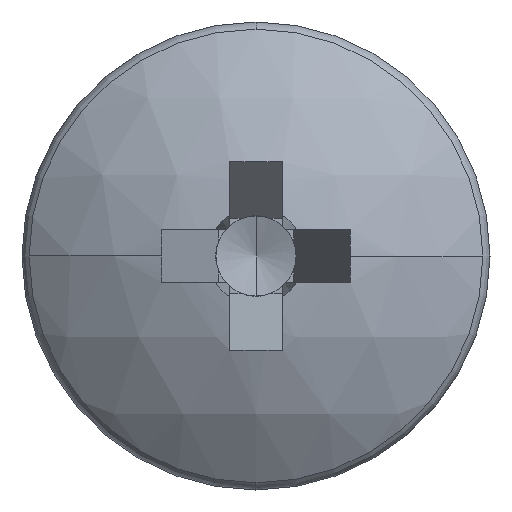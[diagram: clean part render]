
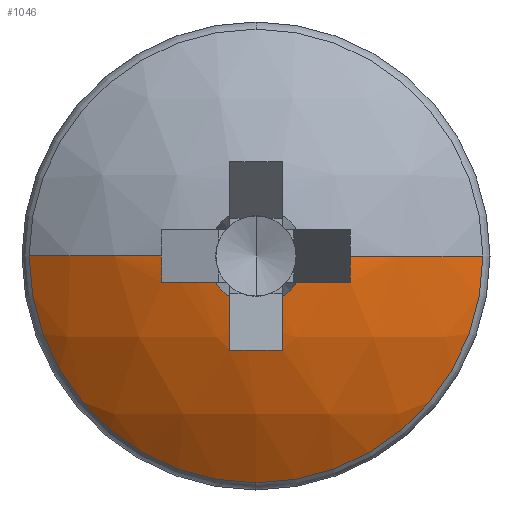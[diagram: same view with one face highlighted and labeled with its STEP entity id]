
A CAD part, left-side view. The second image highlights one B-rep face of the part: STEP entity #1046.
In plain terms, the highlighted spherical face has radius 5 mm.
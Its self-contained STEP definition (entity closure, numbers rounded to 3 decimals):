
#1 = DIRECTION ( 'NONE',  ( 0., 1., 0. ) ) ;
#7 = ORIENTED_EDGE ( 'NONE', *, *, #96, .F. ) ;
#56 = CARTESIAN_POINT ( 'NONE',  ( 0.046, 0., 0. ) ) ;
#69 = CARTESIAN_POINT ( 'NONE',  ( 0.188, -0.37, -1.306 ) ) ;
#74 = ORIENTED_EDGE ( 'NONE', *, *, #1132, .F. ) ;
#93 = EDGE_CURVE ( 'NONE', #859, #404, #177, .T. ) ;
#96 = EDGE_CURVE ( 'NONE', #693, #794, #161, .T. ) ;
#112 = VERTEX_POINT ( 'NONE', #979 ) ;
#116 = CIRCLE ( 'NONE', #655, 5. ) ;
#119 = DIRECTION ( 'NONE',  ( -1., 0., 0. ) ) ;
#128 = CARTESIAN_POINT ( 'NONE',  ( 5., 0., -0.37 ) ) ;
#147 = CARTESIAN_POINT ( 'NONE',  ( 5., 0., 0. ) ) ;
#148 = FACE_OUTER_BOUND ( 'NONE', #1054, .T. ) ;
#151 = CARTESIAN_POINT ( 'NONE',  ( 0.046, 0.565, -0.37 ) ) ;
#161 = CIRCLE ( 'NONE', #648, 4.986 ) ;
#177 = CIRCLE ( 'NONE', #516, 4.986 ) ;
#178 = CIRCLE ( 'NONE', #1114, 4.986 ) ;
#190 = VERTEX_POINT ( 'NONE', #768 ) ;
#223 = DIRECTION ( 'NONE',  ( 1., 0., 0. ) ) ;
#224 = EDGE_CURVE ( 'NONE', #423, #495, #233, .T. ) ;
#233 = CIRCLE ( 'NONE', #281, 3.15 ) ;
#245 = VERTEX_POINT ( 'NONE', #600 ) ;
#259 = AXIS2_PLACEMENT_3D ( 'NONE', #572, #1069, #843 ) ;
#271 = CARTESIAN_POINT ( 'NONE',  ( 5., -0.37, 0. ) ) ;
#273 = CARTESIAN_POINT ( 'NONE',  ( 0.046, -0.37, -0.565 ) ) ;
#280 = CARTESIAN_POINT ( 'NONE',  ( 5., 0., -0.37 ) ) ;
#281 = AXIS2_PLACEMENT_3D ( 'NONE', #286, #395, #983 ) ;
#286 = CARTESIAN_POINT ( 'NONE',  ( 1.117, 0., 0. ) ) ;
#298 = AXIS2_PLACEMENT_3D ( 'NONE', #1159, #1034, #857 ) ;
#302 = ORIENTED_EDGE ( 'NONE', *, *, #449, .F. ) ;
#356 = CARTESIAN_POINT ( 'NONE',  ( 5., 0., 0. ) ) ;
#379 = DIRECTION ( 'NONE',  ( 1., 0., 0. ) ) ;
#386 = EDGE_CURVE ( 'NONE', #693, #190, #503, .T. ) ;
#389 = ORIENTED_EDGE ( 'NONE', *, *, #403, .F. ) ;
#395 = DIRECTION ( 'NONE',  ( -1., 0., 0. ) ) ;
#401 = ORIENTED_EDGE ( 'NONE', *, *, #1029, .T. ) ;
#403 = EDGE_CURVE ( 'NONE', #423, #112, #426, .T. ) ;
#404 = VERTEX_POINT ( 'NONE', #1067 ) ;
#412 = CARTESIAN_POINT ( 'NONE',  ( 1.117, 0., 0. ) ) ;
#423 = VERTEX_POINT ( 'NONE', #939 ) ;
#426 = CIRCLE ( 'NONE', #455, 5. ) ;
#429 = DIRECTION ( 'NONE',  ( 0.446, 0.895, 0. ) ) ;
#440 = AXIS2_PLACEMENT_3D ( 'NONE', #946, #876, #590 ) ;
#449 = EDGE_CURVE ( 'NONE', #794, #859, #536, .T. ) ;
#455 = AXIS2_PLACEMENT_3D ( 'NONE', #356, #459, #1135 ) ;
#459 = DIRECTION ( 'NONE',  ( 0., 0., 1. ) ) ;
#462 = ORIENTED_EDGE ( 'NONE', *, *, #386, .T. ) ;
#482 = DIRECTION ( 'NONE',  ( 0., 0., 1. ) ) ;
#495 = VERTEX_POINT ( 'NONE', #739 ) ;
#503 = CIRCLE ( 'NONE', #259, 4.903 ) ;
#516 = AXIS2_PLACEMENT_3D ( 'NONE', #280, #972, #379 ) ;
#532 = CARTESIAN_POINT ( 'NONE',  ( 0.046, 0.37, -0.565 ) ) ;
#533 = AXIS2_PLACEMENT_3D ( 'NONE', #56, #1219, #553 ) ;
#536 = CIRCLE ( 'NONE', #533, 0.675 ) ;
#542 = DIRECTION ( 'NONE',  ( 0., 0., -1. ) ) ;
#546 = VERTEX_POINT ( 'NONE', #650 ) ;
#553 = DIRECTION ( 'NONE',  ( 0., 0., -1. ) ) ;
#572 = CARTESIAN_POINT ( 'NONE',  ( 4.564, 0., 0.875 ) ) ;
#590 = DIRECTION ( 'NONE',  ( 0.895, 0.446, 0. ) ) ;
#592 = CARTESIAN_POINT ( 'NONE',  ( 0.046, 0., 0. ) ) ;
#600 = CARTESIAN_POINT ( 'NONE',  ( 0.175, -1.313, 0. ) ) ;
#617 = EDGE_CURVE ( 'NONE', #951, #190, #795, .T. ) ;
#630 = EDGE_CURVE ( 'NONE', #245, #404, #847, .T. ) ;
#633 = CARTESIAN_POINT ( 'NONE',  ( 5., 0., 0. ) ) ;
#642 = DIRECTION ( 'NONE',  ( 0., 0., -1. ) ) ;
#648 = AXIS2_PLACEMENT_3D ( 'NONE', #271, #1, #482 ) ;
#650 = CARTESIAN_POINT ( 'NONE',  ( 0.188, 1.306, -0.37 ) ) ;
#652 = EDGE_CURVE ( 'NONE', #1077, #951, #993, .T. ) ;
#655 = AXIS2_PLACEMENT_3D ( 'NONE', #147, #642, #1211 ) ;
#693 = VERTEX_POINT ( 'NONE', #69 ) ;
#717 = AXIS2_PLACEMENT_3D ( 'NONE', #412, #119, #924 ) ;
#739 = CARTESIAN_POINT ( 'NONE',  ( 1.117, 0., -3.15 ) ) ;
#768 = CARTESIAN_POINT ( 'NONE',  ( 0.188, 0.37, -1.306 ) ) ;
#769 = AXIS2_PLACEMENT_3D ( 'NONE', #592, #1104, #1161 ) ;
#778 = ORIENTED_EDGE ( 'NONE', *, *, #617, .F. ) ;
#787 = AXIS2_PLACEMENT_3D ( 'NONE', #633, #542, #925 ) ;
#794 = VERTEX_POINT ( 'NONE', #273 ) ;
#795 = CIRCLE ( 'NONE', #298, 4.986 ) ;
#815 = DIRECTION ( 'NONE',  ( 0., 0., 1. ) ) ;
#832 = CIRCLE ( 'NONE', #1052, 4.903 ) ;
#843 = DIRECTION ( 'NONE',  ( -0.895, 0., -0.446 ) ) ;
#847 = CIRCLE ( 'NONE', #440, 4.903 ) ;
#857 = DIRECTION ( 'NONE',  ( 0., 0., -1. ) ) ;
#859 = VERTEX_POINT ( 'NONE', #995 ) ;
#876 = DIRECTION ( 'NONE',  ( 0.446, -0.895, 0. ) ) ;
#898 = ORIENTED_EDGE ( 'NONE', *, *, #1050, .T. ) ;
#919 = ORIENTED_EDGE ( 'NONE', *, *, #630, .T. ) ;
#924 = DIRECTION ( 'NONE',  ( 0., 0., 1. ) ) ;
#925 = DIRECTION ( 'NONE',  ( 0., 1., 0. ) ) ;
#939 = CARTESIAN_POINT ( 'NONE',  ( 1.117, 3.15, 0. ) ) ;
#946 = CARTESIAN_POINT ( 'NONE',  ( 4.564, 0.875, 0. ) ) ;
#951 = VERTEX_POINT ( 'NONE', #532 ) ;
#972 = DIRECTION ( 'NONE',  ( 0., 0., 1. ) ) ;
#979 = CARTESIAN_POINT ( 'NONE',  ( 0.175, 1.313, 0. ) ) ;
#983 = DIRECTION ( 'NONE',  ( 0., 0., 1. ) ) ;
#990 = ORIENTED_EDGE ( 'NONE', *, *, #1090, .T. ) ;
#993 = CIRCLE ( 'NONE', #769, 0.675 ) ;
#994 = VERTEX_POINT ( 'NONE', #1200 ) ;
#995 = CARTESIAN_POINT ( 'NONE',  ( 0.046, -0.565, -0.37 ) ) ;
#1011 = ORIENTED_EDGE ( 'NONE', *, *, #652, .F. ) ;
#1016 = SPHERICAL_SURFACE ( 'NONE', #787, 5. ) ;
#1022 = DIRECTION ( 'NONE',  ( -0.895, 0.446, 0. ) ) ;
#1029 = EDGE_CURVE ( 'NONE', #994, #245, #116, .T. ) ;
#1034 = DIRECTION ( 'NONE',  ( 0., -1., 0. ) ) ;
#1046 = ADVANCED_FACE ( 'NONE', ( #148 ), #1016, .T. ) ;
#1050 = EDGE_CURVE ( 'NONE', #495, #994, #1243, .T. ) ;
#1052 = AXIS2_PLACEMENT_3D ( 'NONE', #1115, #429, #1022 ) ;
#1054 = EDGE_LOOP ( 'NONE', ( #1234, #898, #401, #919, #1073, #302, #7, #462, #778, #1011, #74, #990, #389 ) ) ;
#1067 = CARTESIAN_POINT ( 'NONE',  ( 0.188, -1.306, -0.37 ) ) ;
#1069 = DIRECTION ( 'NONE',  ( 0.446, 0., -0.895 ) ) ;
#1073 = ORIENTED_EDGE ( 'NONE', *, *, #93, .F. ) ;
#1077 = VERTEX_POINT ( 'NONE', #151 ) ;
#1090 = EDGE_CURVE ( 'NONE', #546, #112, #832, .T. ) ;
#1104 = DIRECTION ( 'NONE',  ( -1., 0., 0. ) ) ;
#1114 = AXIS2_PLACEMENT_3D ( 'NONE', #128, #815, #223 ) ;
#1115 = CARTESIAN_POINT ( 'NONE',  ( 4.564, -0.875, 0. ) ) ;
#1132 = EDGE_CURVE ( 'NONE', #546, #1077, #178, .T. ) ;
#1135 = DIRECTION ( 'NONE',  ( 1., 0., 0. ) ) ;
#1159 = CARTESIAN_POINT ( 'NONE',  ( 5., 0.37, 0. ) ) ;
#1161 = DIRECTION ( 'NONE',  ( 0., 0., -1. ) ) ;
#1200 = CARTESIAN_POINT ( 'NONE',  ( 1.117, -3.15, 0. ) ) ;
#1211 = DIRECTION ( 'NONE',  ( 0., 1., 0. ) ) ;
#1219 = DIRECTION ( 'NONE',  ( -1., 0., 0. ) ) ;
#1234 = ORIENTED_EDGE ( 'NONE', *, *, #224, .T. ) ;
#1243 = CIRCLE ( 'NONE', #717, 3.15 ) ;
